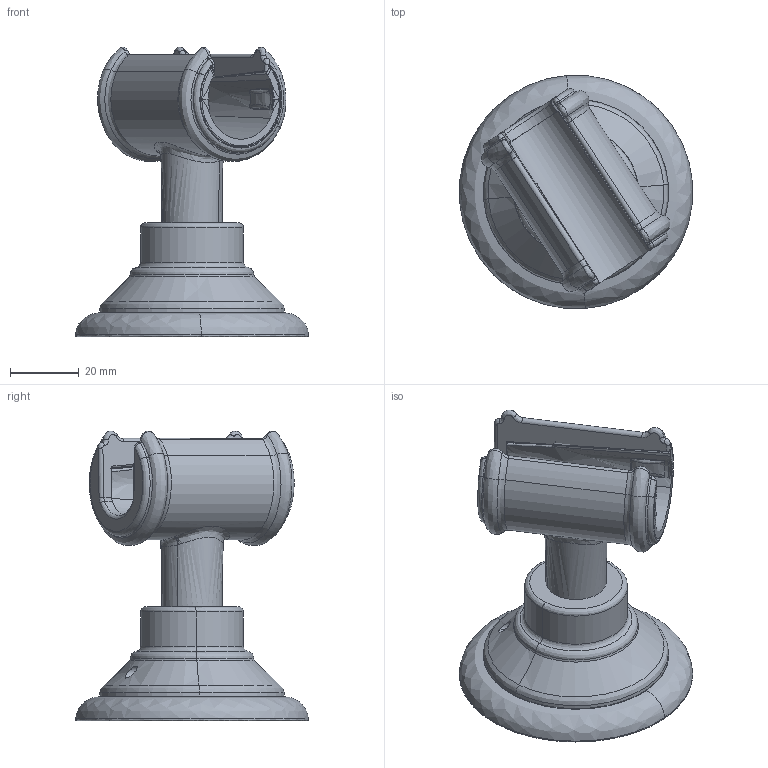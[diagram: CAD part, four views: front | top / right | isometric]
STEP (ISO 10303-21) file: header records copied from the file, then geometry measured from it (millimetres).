
FILE_DESCRIPTION(('CAx-IF Rec.Pracs.---Model Styling and Organization---1.2---2011-12-15','CAx-IF Rec.Pracs.---Geometric and Assembly Validation Properties---4.1---2014-06-16','CAx-IF Rec.Pracs.---PMI Polyline Presentation---2.0---2013-05-24'),'2;1');
FILE_NAME('1000108847_PPR_000.stp','2016-11-03T14:16:22+01:00',(''),(''),'STEP Interface 4.0.1101 by CT CoreTechnologie','3D_Evolution4.0.1101 by CT CoreTechnologie','');
FILE_SCHEMA(('AP203_CONFIGURATION_CONTROLLED_3D_DESIGN_OF_MECHANICAL_PARTS_AND_ASSEMBLIES_MIM_LF'));
Length unit declared in the file: millimetre
Products named in the file (6): P_2 Brausenhalter Traditional 1000108847_PPR_000_A0; P_2 Befestigung Traditional Austattung 1000008796_PPR_000_A0; P_2 Rosette Papierrollenhalter Tradition 1000006601_PPA_000_A0; P_2 Schnappfutter Unica-Uno 1000086110_PPA_000_A0; P_2 Konusaufnahme Brausehalter Tradition 1000006526_PPA_000_A0; P_2 Rosette Porter Traditional 1000006366_PPA_000_A0
Assembly tree (5 placements, depth 3):
  P_2 Brausenhalter Traditional 1000108847_PPR_000_A0
    P_2 Befestigung Traditional Austattung 1000008796_PPR_000_A0
      P_2 Rosette Papierrollenhalter Tradition 1000006601_PPA_000_A0
    P_2 Schnappfutter Unica-Uno 1000086110_PPA_000_A0
    P_2 Konusaufnahme Brausehalter Tradition 1000006526_PPA_000_A0
    P_2 Rosette Porter Traditional 1000006366_PPA_000_A0
Bounding box: 67.78 x 67.78 x 84.31 mm (x, y, z)
Volume: 74236.2 mm3; surface area: 30782.4 mm2
Topology: 4 solids, 4 shells, 243 faces, 562 edges, 321 vertices
Faces by surface type: bspline 163, cylinder 43, plane 37
Entity records: 19380 total; most frequent: CARTESIAN_POINT 11650, ORIENTED_EDGE 1102, DIRECTION 941, EDGE_CURVE 551, AXIS2_PLACEMENT_3D 408, CIRCLE 322, VERTEX_POINT 321, EDGE_LOOP 248
